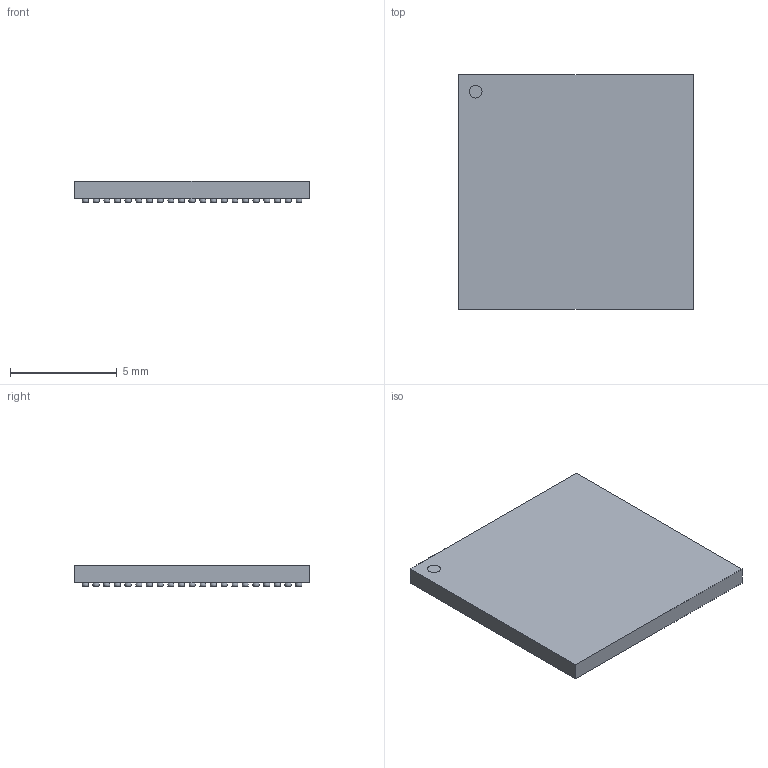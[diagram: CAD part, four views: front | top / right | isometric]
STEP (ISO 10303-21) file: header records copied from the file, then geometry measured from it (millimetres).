
FILE_DESCRIPTION(/* description */ (''),/* implementation_level */ '2;1');
FILE_NAME(/* name */ 'BGA325C50P21X21_1100X1100X101.stp',/* time_stamp */ '2017-09-01T13:55:17+02:00',/* author */ ('riccim'),/* organization */ (''),/* preprocessor_version */ 'ST-DEVELOPER v16.5',/* originating_system */ 'AutoCAD Mechanical',/* authorisation */ '');
FILE_SCHEMA (('AUTOMOTIVE_DESIGN { 1 0 10303 214 3 1 1 }'));
Length unit declared in the file: millimetre
Products named in the file (1): Product
Bounding box: 11 x 11 x 1.01 mm (x, y, z)
Volume: 102.3 mm3; surface area: 367.7 mm2
Topology: 327 solids, 327 shells, 661 faces, 1318 edges, 987 vertices
Faces by surface type: plane 334, sphere 325, cylinder 2
Full cylindrical faces by diameter (mm): 0.6 x2
Entity records: 9716 total; most frequent: DIRECTION 1994, CARTESIAN_POINT 1340, AXIS2_PLACEMENT_3D 991, ORIENTED_EDGE 682, EDGE_LOOP 664, FACE_OUTER_BOUND 661, ADVANCED_FACE 661, EDGE_CURVE 341
